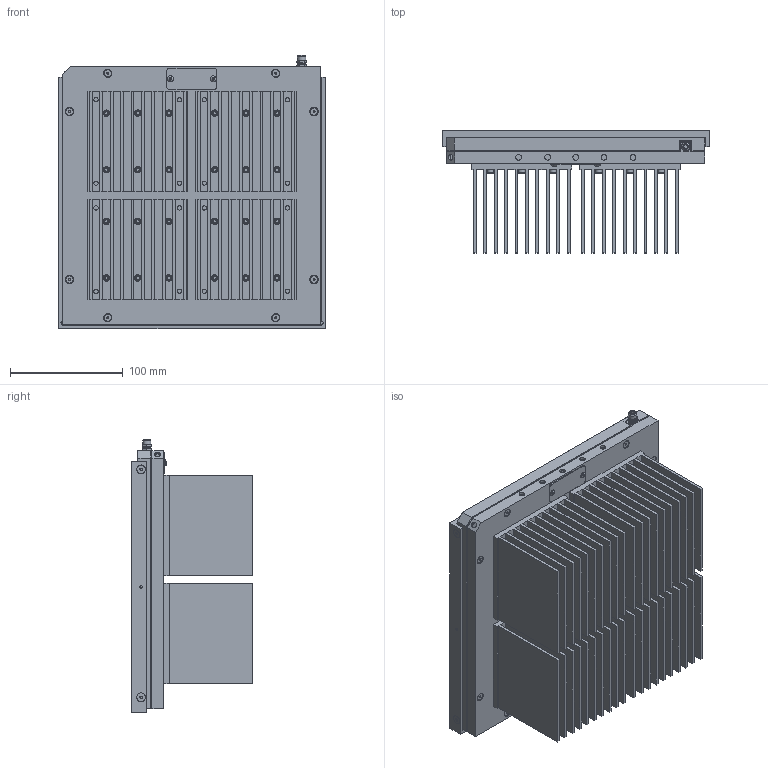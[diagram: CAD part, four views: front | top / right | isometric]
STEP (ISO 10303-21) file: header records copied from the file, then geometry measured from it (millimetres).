
FILE_DESCRIPTION (( 'STEP AP214' ), '1' );
FILE_NAME ('QE195LP-H-MB-QED.STEP', '2024-11-25T12:32:06', ( '' ), ( '' ), 'SwSTEP 2.0', 'SolidWorks 2024', '' );
FILE_SCHEMA (( 'AUTOMOTIVE_DESIGN' ));
Length unit declared in the file: millimetre
Products named in the file (1): QE195LP-H-MB-QED
Bounding box: 236.62 x 108.2 x 242.53 mm (x, y, z)
Volume: 1011780.8 mm3; surface area: 910188.6 mm2
Topology: 48 solids, 48 shells, 1176 faces, 2567 edges, 1548 vertices
Faces by surface type: plane 656, cone 321, cylinder 187, torus 10, sphere 2
Full cylindrical faces by diameter (mm): 2.261 x4, 2.705 x31, 2.845 x2, 3.175 x2, 3.302 x2, 3.505 x27, 3.797 x19, 3.9 x24, 4.877 x2, 5 x3, 5.105 x4, 5.74 x24, 6.096 x1, 6.477 x8, 7.405 x2, 7.798 x3, 185 x1, 195 x1, 196.1 x1
Entity records: 44151 total; most frequent: CARTESIAN_POINT 6512, DIRECTION 5048, ORIENTED_EDGE 4444, EDGE_CURVE 2222, AXIS2_PLACEMENT_3D 1905, EDGE_LOOP 1715, VERTEX_POINT 1461, FACE_OUTER_BOUND 1349
